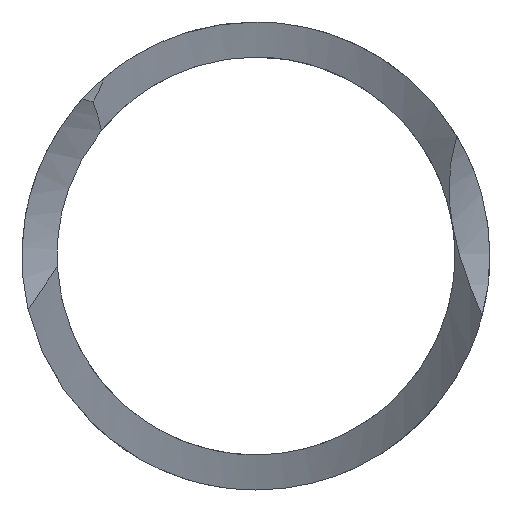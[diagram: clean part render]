
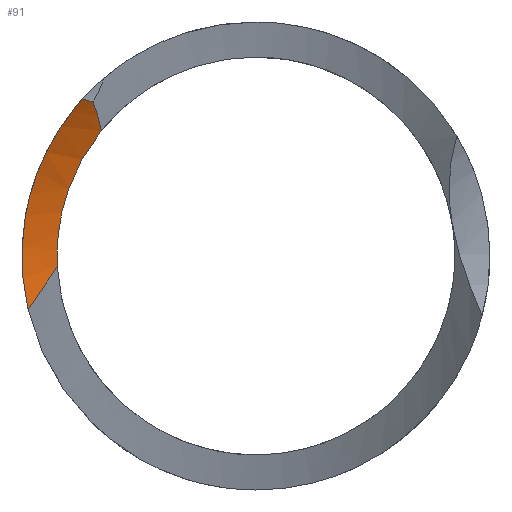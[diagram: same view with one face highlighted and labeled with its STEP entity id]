
A CAD part, front view. The second image highlights one B-rep face of the part: STEP entity #91.
In plain terms, the highlighted cylindrical face has radius 14 mm (diameter 28 mm), a partial arc.
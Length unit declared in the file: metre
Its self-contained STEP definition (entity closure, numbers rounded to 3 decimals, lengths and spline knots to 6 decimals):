
#91=ADVANCED_FACE('0:56',(#211),#212,.F.);
#99=EDGE_CURVE('0:35',#221,#224,#225,.T.);
#121=EDGE_CURVE('0:34',#257,#261,#262,.T.);
#135=EDGE_CURVE('0:33',#221,#278,#281,.T.);
#141=EDGE_CURVE('0:30',#224,#257,#288,.T.);
#161=EDGE_CURVE('0:25',#278,#261,#309,.T.);
#211=FACE_OUTER_BOUND('',#349,.T.);
#212=CYLINDRICAL_SURFACE('',#350,0.014);
#221=VERTEX_POINT('',#360);
#224=VERTEX_POINT('',#397);
#225=B_SPLINE_CURVE_WITH_KNOTS('',3,(#398,#399,#400,#401,#402,#403,#404,#405,#406,#407),.UNSPECIFIED.,.F.,.F.,(4,3,3,4),(0.138734,4.645531,8.733399,9.152328),.UNSPECIFIED.);
#257=VERTEX_POINT('',#706);
#261=VERTEX_POINT('',#741);
#262=B_SPLINE_CURVE_WITH_KNOTS('',5,(#742,#743,#744,#745,#746,#747,#748,#749,#750,#751,#752,#753,#754,#755,#756),.UNSPECIFIED.,.F.,.F.,(6,3,3,3,6),(11.544805,14.487575,18.59467,22.975298,25.624843),.UNSPECIFIED.);
#278=VERTEX_POINT('',#850);
#281=B_SPLINE_CURVE_WITH_KNOTS('',4,(#858,#859,#860,#861,#862),.UNSPECIFIED.,.F.,.F.,(5,5),(0.000002,2.503981),.UNSPECIFIED.);
#288=B_SPLINE_CURVE_WITH_KNOTS('',4,(#914,#915,#916,#917,#918),.UNSPECIFIED.,.F.,.F.,(5,5),(0.0,3.855738),.UNSPECIFIED.);
#309=B_SPLINE_CURVE_WITH_KNOTS('',3,(#1141,#1142,#1143,#1144),.UNSPECIFIED.,.F.,.F.,(4,4),(0.604841,1.294249),.UNSPECIFIED.);
#349=EDGE_LOOP('',(#1250,#1251,#1252,#1253,#1254));
#350=AXIS2_PLACEMENT_3D('',#1255,#1256,#1257);
#360=CARTESIAN_POINT('',(-0.662604,-0.160629,-0.000649));
#397=CARTESIAN_POINT('',(-0.664488,-0.15946,-0.006455));
#398=CARTESIAN_POINT('',(-0.662604,-0.160629,-0.000649));
#399=CARTESIAN_POINT('',(-0.663246,-0.160328,-0.00144));
#400=CARTESIAN_POINT('',(-0.663748,-0.160038,-0.002352));
#401=CARTESIAN_POINT('',(-0.664073,-0.159825,-0.00334));
#402=CARTESIAN_POINT('',(-0.664369,-0.159632,-0.004237));
#403=CARTESIAN_POINT('',(-0.664517,-0.159504,-0.005197));
#404=CARTESIAN_POINT('',(-0.664499,-0.159468,-0.006159));
#405=CARTESIAN_POINT('',(-0.664497,-0.159465,-0.006258));
#406=CARTESIAN_POINT('',(-0.664493,-0.159462,-0.006357));
#407=CARTESIAN_POINT('',(-0.664488,-0.15946,-0.006455));
#706=CARTESIAN_POINT('',(-0.665734,-0.159612,-0.008293));
#741=CARTESIAN_POINT('',(-0.663403,-0.161441,0.000723));
#742=CARTESIAN_POINT('',(-0.665734,-0.159612,-0.008293));
#743=CARTESIAN_POINT('',(-0.665829,-0.159572,-0.007889));
#744=CARTESIAN_POINT('',(-0.665903,-0.159547,-0.00748));
#745=CARTESIAN_POINT('',(-0.665956,-0.159535,-0.007067));
#746=CARTESIAN_POINT('',(-0.666031,-0.159543,-0.00607));
#747=CARTESIAN_POINT('',(-0.665982,-0.159631,-0.005075));
#748=CARTESIAN_POINT('',(-0.665912,-0.159709,-0.004501));
#749=CARTESIAN_POINT('',(-0.665684,-0.159921,-0.003338));
#750=CARTESIAN_POINT('',(-0.665295,-0.160224,-0.002239));
#751=CARTESIAN_POINT('',(-0.665054,-0.160401,-0.001693));
#752=CARTESIAN_POINT('',(-0.664609,-0.16071,-0.000856));
#753=CARTESIAN_POINT('',(-0.664076,-0.161047,-0.000087));
#754=CARTESIAN_POINT('',(-0.663863,-0.161177,0.000194));
#755=CARTESIAN_POINT('',(-0.663638,-0.161308,0.000464));
#756=CARTESIAN_POINT('',(-0.663403,-0.161441,0.000723));
#850=CARTESIAN_POINT('',(-0.662958,-0.161304,0.000576));
#858=CARTESIAN_POINT('',(-0.662604,-0.160629,-0.000649));
#859=CARTESIAN_POINT('',(-0.662658,-0.160782,-0.000326));
#860=CARTESIAN_POINT('',(-0.662739,-0.160948,-0.000013));
#861=CARTESIAN_POINT('',(-0.662841,-0.161122,0.000288));
#862=CARTESIAN_POINT('',(-0.662958,-0.161304,0.000576));
#914=CARTESIAN_POINT('',(-0.664488,-0.15946,-0.006455));
#915=CARTESIAN_POINT('',(-0.664788,-0.159471,-0.006923));
#916=CARTESIAN_POINT('',(-0.665099,-0.1595,-0.007384));
#917=CARTESIAN_POINT('',(-0.665415,-0.159548,-0.007841));
#918=CARTESIAN_POINT('',(-0.665734,-0.159612,-0.008293));
#1141=CARTESIAN_POINT('',(-0.662958,-0.161304,0.000576));
#1142=CARTESIAN_POINT('',(-0.663106,-0.161349,0.000625));
#1143=CARTESIAN_POINT('',(-0.663255,-0.161395,0.000674));
#1144=CARTESIAN_POINT('',(-0.663403,-0.161441,0.000723));
#1250=ORIENTED_EDGE('',*,*,#135,.T.);
#1251=ORIENTED_EDGE('',*,*,#161,.T.);
#1252=ORIENTED_EDGE('',*,*,#121,.F.);
#1253=ORIENTED_EDGE('',*,*,#141,.F.);
#1254=ORIENTED_EDGE('',*,*,#99,.F.);
#1255=CARTESIAN_POINT('',(-1.026368,-0.194,-0.038));
#1256=DIRECTION('',(-0.995,-0.056,-0.086));
#1257=DIRECTION('',(-0.086,-0.005,0.996));
